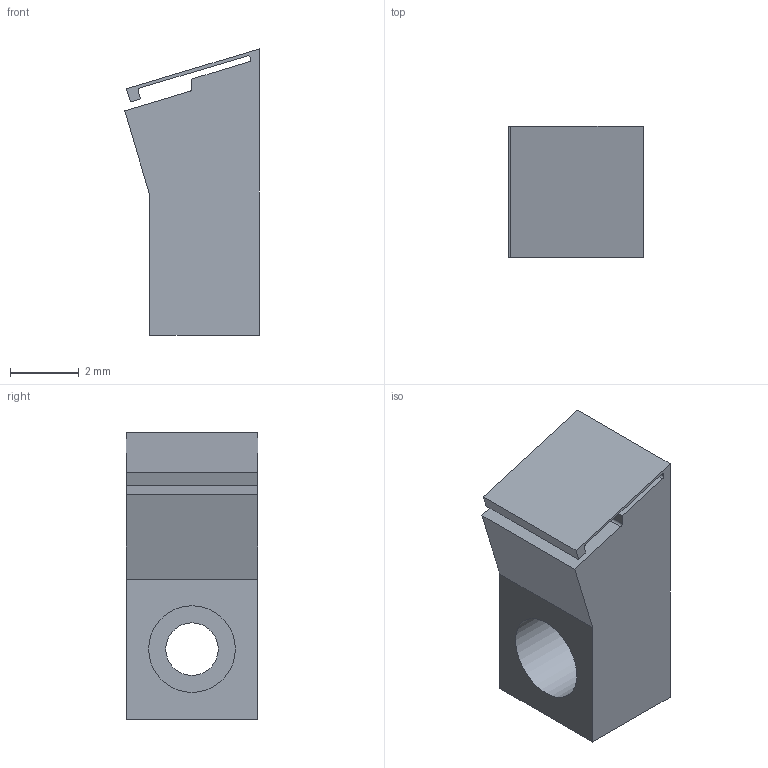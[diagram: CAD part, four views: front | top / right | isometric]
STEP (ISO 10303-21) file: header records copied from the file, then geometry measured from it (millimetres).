
FILE_DESCRIPTION(/* description */ (''),/* implementation_level */ '2;1');
FILE_NAME(/* name */ 'Probe Holder EDM Spring v5 v6.step',/* time_stamp */ '2018-05-10T18:51:17-04:00',/* author */ ('mc78MSAS'),/* organization */ (''),/* preprocessor_version */ 'ST-DEVELOPER v17',/* originating_system */ 'Autodesk Translation Framework v7.1.0.215',/* authorisation */ '');
FILE_SCHEMA (('AUTOMOTIVE_DESIGN { 1 0 10303 214 3 1 1 }'));
Length unit declared in the file: inch
Products named in the file (1): Probe Holder EDM Spring v5
Bounding box: 3.91 x 3.81 x 8.3 mm (x, y, z)
Volume: 84 mm3; surface area: 184.4 mm2
Topology: 1 solids, 1 shells, 22 faces, 57 edges, 38 vertices
Faces by surface type: plane 16, cylinder 6
Full cylindrical faces by diameter (mm): 1.524 x1, 2.515 x1
Entity records: 712 total; most frequent: CARTESIAN_POINT 118, DIRECTION 115, ORIENTED_EDGE 114, EDGE_CURVE 57, LINE 45, VECTOR 45, VERTEX_POINT 38, AXIS2_PLACEMENT_3D 35
